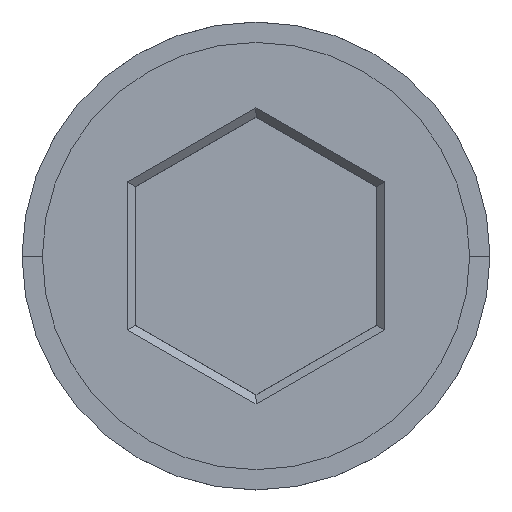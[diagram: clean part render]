
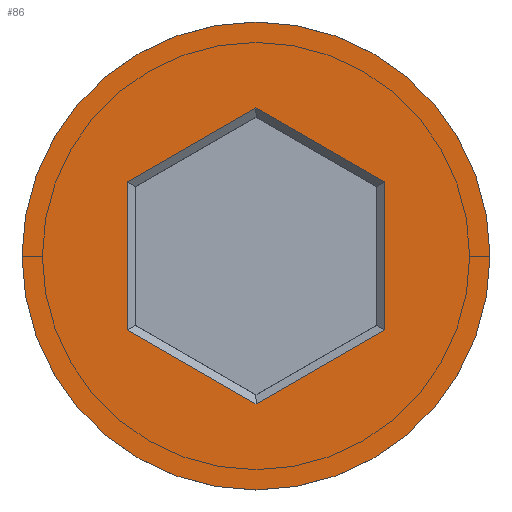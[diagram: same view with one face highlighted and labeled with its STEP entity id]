
A CAD part, top view. The second image highlights one B-rep face of the part: STEP entity #86.
In plain terms, the highlighted planar face has unit normal (0, 0, 1).
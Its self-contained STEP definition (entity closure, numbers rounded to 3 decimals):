
#11 = VERTEX_POINT ( 'NONE', #908 ) ;
#17 = VECTOR ( 'NONE', #1572, 1000. ) ;
#73 = EDGE_CURVE ( 'NONE', #852, #1047, #1017, .T. ) ;
#86 = ADVANCED_FACE ( 'NONE', ( #470, #1564 ), #359, .T. ) ;
#122 = DIRECTION ( 'NONE',  ( 1., 0., 0. ) ) ;
#215 = DIRECTION ( 'NONE',  ( 0.866, -0.5, 0. ) ) ;
#221 = CARTESIAN_POINT ( 'NONE',  ( -3.05, -1.876, 0. ) ) ;
#254 = ORIENTED_EDGE ( 'NONE', *, *, #1307, .T. ) ;
#285 = CARTESIAN_POINT ( 'NONE',  ( 3.15, -1.703, 0. ) ) ;
#313 = DIRECTION ( 'NONE',  ( 1., 0., 0. ) ) ;
#314 = VERTEX_POINT ( 'NONE', #463 ) ;
#324 = AXIS2_PLACEMENT_3D ( 'NONE', #742, #354, #122 ) ;
#342 = LINE ( 'NONE', #1329, #897 ) ;
#354 = DIRECTION ( 'NONE',  ( 0., 0., 1. ) ) ;
#359 = PLANE ( 'NONE',  #760 ) ;
#370 = CARTESIAN_POINT ( 'NONE',  ( 0., -3.637, 0. ) ) ;
#445 = EDGE_LOOP ( 'NONE', ( #1569, #792, #477, #819, #254, #546 ) ) ;
#446 = LINE ( 'NONE', #285, #636 ) ;
#463 = CARTESIAN_POINT ( 'NONE',  ( 3.15, -1.819, 0. ) ) ;
#470 = FACE_BOUND ( 'NONE', #445, .T. ) ;
#477 = ORIENTED_EDGE ( 'NONE', *, *, #73, .T. ) ;
#478 = VECTOR ( 'NONE', #717, 1000. ) ;
#492 = CARTESIAN_POINT ( 'NONE',  ( -3.15, 1.819, 0. ) ) ;
#496 = CARTESIAN_POINT ( 'NONE',  ( 0., 3.637, 0. ) ) ;
#499 = EDGE_CURVE ( 'NONE', #11, #1023, #891, .T. ) ;
#546 = ORIENTED_EDGE ( 'NONE', *, *, #696, .T. ) ;
#548 = DIRECTION ( 'NONE',  ( 0., 0., 1. ) ) ;
#577 = CARTESIAN_POINT ( 'NONE',  ( -3.15, 1.703, 0. ) ) ;
#636 = VECTOR ( 'NONE', #1298, 1000. ) ;
#683 = DIRECTION ( 'NONE',  ( -0.866, -0.5, 0. ) ) ;
#690 = CARTESIAN_POINT ( 'NONE',  ( -3.15, -1.819, 0. ) ) ;
#696 = EDGE_CURVE ( 'NONE', #314, #776, #824, .T. ) ;
#717 = DIRECTION ( 'NONE',  ( -0.866, 0.5, 0. ) ) ;
#742 = CARTESIAN_POINT ( 'NONE',  ( 0., 0., 0. ) ) ;
#760 = AXIS2_PLACEMENT_3D ( 'NONE', #1203, #1455, #938 ) ;
#769 = EDGE_CURVE ( 'NONE', #776, #1322, #1333, .T. ) ;
#776 = VERTEX_POINT ( 'NONE', #370 ) ;
#792 = ORIENTED_EDGE ( 'NONE', *, *, #1414, .T. ) ;
#819 = ORIENTED_EDGE ( 'NONE', *, *, #1439, .T. ) ;
#824 = LINE ( 'NONE', #1429, #967 ) ;
#833 = CIRCLE ( 'NONE', #324, 5.75 ) ;
#851 = ORIENTED_EDGE ( 'NONE', *, *, #868, .T. ) ;
#852 = VERTEX_POINT ( 'NONE', #492 ) ;
#868 = EDGE_CURVE ( 'NONE', #1023, #11, #833, .T. ) ;
#876 = EDGE_LOOP ( 'NONE', ( #851, #1474 ) ) ;
#891 = CIRCLE ( 'NONE', #1202, 5.75 ) ;
#897 = VECTOR ( 'NONE', #215, 1000. ) ;
#908 = CARTESIAN_POINT ( 'NONE',  ( -5.75, 0., 0. ) ) ;
#933 = CARTESIAN_POINT ( 'NONE',  ( 0., 0., 0. ) ) ;
#938 = DIRECTION ( 'NONE',  ( 1., 0., 0. ) ) ;
#967 = VECTOR ( 'NONE', #683, 1000. ) ;
#1017 = LINE ( 'NONE', #1519, #1550 ) ;
#1023 = VERTEX_POINT ( 'NONE', #1225 ) ;
#1047 = VERTEX_POINT ( 'NONE', #496 ) ;
#1072 = DIRECTION ( 'NONE',  ( 0.866, 0.5, 0. ) ) ;
#1074 = CARTESIAN_POINT ( 'NONE',  ( 3.15, 1.819, 0. ) ) ;
#1098 = LINE ( 'NONE', #577, #17 ) ;
#1202 = AXIS2_PLACEMENT_3D ( 'NONE', #933, #548, #313 ) ;
#1203 = CARTESIAN_POINT ( 'NONE',  ( 0., 0., 0. ) ) ;
#1225 = CARTESIAN_POINT ( 'NONE',  ( 5.75, 0., 0. ) ) ;
#1298 = DIRECTION ( 'NONE',  ( 0., -1., 0. ) ) ;
#1307 = EDGE_CURVE ( 'NONE', #1358, #314, #446, .T. ) ;
#1322 = VERTEX_POINT ( 'NONE', #690 ) ;
#1329 = CARTESIAN_POINT ( 'NONE',  ( 3.05, 1.876, 0. ) ) ;
#1333 = LINE ( 'NONE', #221, #478 ) ;
#1358 = VERTEX_POINT ( 'NONE', #1074 ) ;
#1414 = EDGE_CURVE ( 'NONE', #1322, #852, #1098, .T. ) ;
#1429 = CARTESIAN_POINT ( 'NONE',  ( 0.1, -3.58, 0. ) ) ;
#1439 = EDGE_CURVE ( 'NONE', #1047, #1358, #342, .T. ) ;
#1455 = DIRECTION ( 'NONE',  ( 0., 0., 1. ) ) ;
#1474 = ORIENTED_EDGE ( 'NONE', *, *, #499, .T. ) ;
#1519 = CARTESIAN_POINT ( 'NONE',  ( -0.1, 3.58, 0. ) ) ;
#1550 = VECTOR ( 'NONE', #1072, 1000. ) ;
#1564 = FACE_OUTER_BOUND ( 'NONE', #876, .T. ) ;
#1569 = ORIENTED_EDGE ( 'NONE', *, *, #769, .T. ) ;
#1572 = DIRECTION ( 'NONE',  ( 0., 1., 0. ) ) ;
